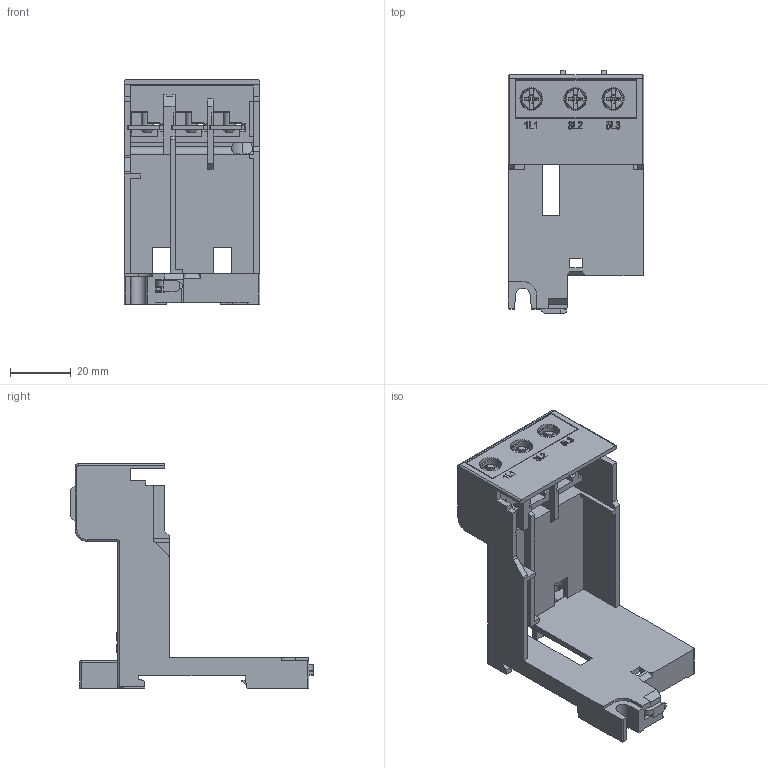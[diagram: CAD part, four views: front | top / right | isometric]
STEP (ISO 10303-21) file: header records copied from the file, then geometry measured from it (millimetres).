
FILE_DESCRIPTION (( 'STEP AP203' ), '1' );
FILE_NAME ('BF27-2D.step', '2020-08-11T10:21:49', ( '' ), ( '' ), 'SwSTEP 2.0', 'SolidWorks 2019', '' );
FILE_SCHEMA (( 'CONFIG_CONTROL_DESIGN' ));
Length unit declared in the file: millimetre
Products named in the file (1): BF27-2D
Bounding box: 44.8 x 80 x 73.9 mm (x, y, z)
Volume: 27855.1 mm3; surface area: 30881.4 mm2
Topology: 14 solids, 14 shells, 885 faces, 2459 edges, 1608 vertices
Faces by surface type: plane 579, bspline 166, cylinder 119, cone 15, torus 6
Entity records: 37237 total; most frequent: CARTESIAN_POINT 15998, ORIENTED_EDGE 4914, DIRECTION 3574, EDGE_CURVE 2457, LINE 1626, VECTOR 1626, VERTEX_POINT 1608, AXIS2_PLACEMENT_3D 974
